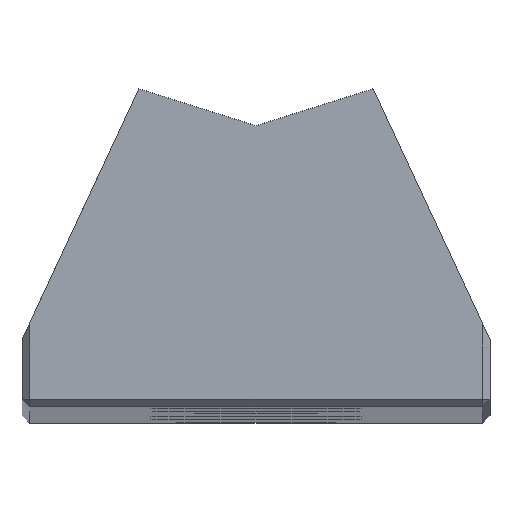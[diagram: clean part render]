
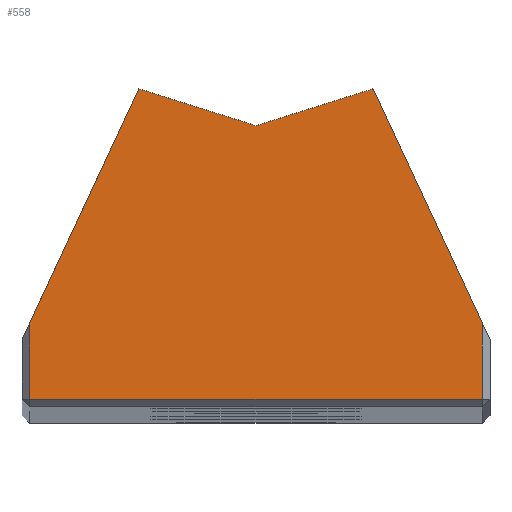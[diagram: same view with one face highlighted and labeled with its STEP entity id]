
A CAD part, top view. The second image highlights one B-rep face of the part: STEP entity #558.
In plain terms, the highlighted planar face has unit normal (0, 0, 1).
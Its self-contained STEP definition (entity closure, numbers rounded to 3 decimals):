
#34=PLANE('',#629);
#61=FACE_OUTER_BOUND('',#88,.T.);
#88=EDGE_LOOP('',(#467,#468,#469,#470,#471,#472,#473));
#127=LINE('',#863,#184);
#149=LINE('',#904,#206);
#153=LINE('',#912,#210);
#159=LINE('',#922,#216);
#168=LINE('',#939,#225);
#169=LINE('',#941,#226);
#170=LINE('',#942,#227);
#184=VECTOR('',#708,10.);
#206=VECTOR('',#740,10.);
#210=VECTOR('',#748,10.);
#216=VECTOR('',#758,10.);
#225=VECTOR('',#775,10.);
#226=VECTOR('',#776,10.);
#227=VECTOR('',#777,10.);
#264=VERTEX_POINT('',#860);
#265=VERTEX_POINT('',#862);
#276=VERTEX_POINT('',#892);
#278=VERTEX_POINT('',#897);
#281=VERTEX_POINT('',#910);
#282=VERTEX_POINT('',#918);
#288=VERTEX_POINT('',#940);
#321=EDGE_CURVE('',#264,#265,#127,.T.);
#343=EDGE_CURVE('',#278,#276,#149,.T.);
#347=EDGE_CURVE('',#281,#278,#153,.T.);
#353=EDGE_CURVE('',#276,#282,#159,.T.);
#362=EDGE_CURVE('',#265,#281,#168,.T.);
#363=EDGE_CURVE('',#288,#264,#169,.T.);
#364=EDGE_CURVE('',#282,#288,#170,.T.);
#467=ORIENTED_EDGE('',*,*,#353,.F.);
#468=ORIENTED_EDGE('',*,*,#343,.F.);
#469=ORIENTED_EDGE('',*,*,#347,.F.);
#470=ORIENTED_EDGE('',*,*,#362,.F.);
#471=ORIENTED_EDGE('',*,*,#321,.F.);
#472=ORIENTED_EDGE('',*,*,#363,.F.);
#473=ORIENTED_EDGE('',*,*,#364,.F.);
#558=ADVANCED_FACE('',(#61),#34,.T.);
#629=AXIS2_PLACEMENT_3D('',#938,#773,#774);
#708=DIRECTION('',(0.954,0.301,0.));
#740=DIRECTION('',(-1.,0.,0.));
#748=DIRECTION('',(0.,-1.,0.));
#758=DIRECTION('',(0.,1.,0.));
#773=DIRECTION('center_axis',(0.,0.,1.));
#774=DIRECTION('ref_axis',(1.,0.,0.));
#775=DIRECTION('',(0.423,-0.906,0.));
#776=DIRECTION('',(0.954,-0.301,0.));
#777=DIRECTION('',(0.423,0.906,0.));
#860=CARTESIAN_POINT('',(0.,-11.471,599.5));
#862=CARTESIAN_POINT('',(7.5,-9.106,599.5));
#863=CARTESIAN_POINT('',(7.5,-9.106,599.5));
#892=CARTESIAN_POINT('',(-14.5,-29.,599.5));
#897=CARTESIAN_POINT('',(14.5,-29.,599.5));
#904=CARTESIAN_POINT('',(7.5,-29.,599.5));
#910=CARTESIAN_POINT('',(14.5,-24.117,599.5));
#912=CARTESIAN_POINT('',(14.5,-23.12,599.5));
#918=CARTESIAN_POINT('',(-14.5,-24.117,599.5));
#922=CARTESIAN_POINT('',(-14.5,-25.275,599.5));
#938=CARTESIAN_POINT('Origin',(0.,-21.05,599.5));
#939=CARTESIAN_POINT('',(15.,-25.19,599.5));
#940=CARTESIAN_POINT('',(-7.5,-9.106,599.5));
#941=CARTESIAN_POINT('',(0.,-11.471,599.5));
#942=CARTESIAN_POINT('',(-7.5,-9.106,599.5));
